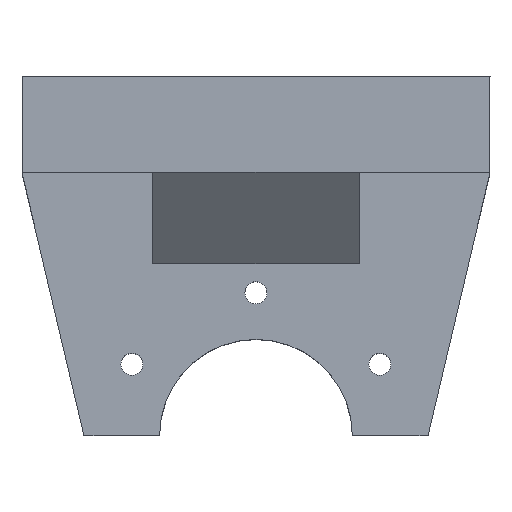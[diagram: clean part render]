
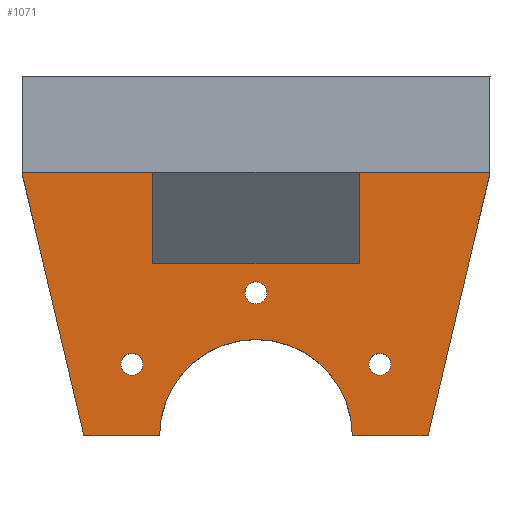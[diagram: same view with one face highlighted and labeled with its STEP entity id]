
A CAD part, top view. The second image highlights one B-rep face of the part: STEP entity #1071.
In plain terms, the highlighted planar face has unit normal (0, 0, 1).
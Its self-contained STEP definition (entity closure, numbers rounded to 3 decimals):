
#21 = EDGE_CURVE ( 'NONE', #123, #1528, #1356, .T. ) ;
#25 = PLANE ( 'NONE',  #1065 ) ;
#46 = EDGE_CURVE ( 'NONE', #1528, #1208, #1471, .T. ) ;
#67 = EDGE_LOOP ( 'NONE', ( #995, #1070 ) ) ;
#72 = CARTESIAN_POINT ( 'NONE',  ( 3.488, 4.391, 10. ) ) ;
#80 = AXIS2_PLACEMENT_3D ( 'NONE', #780, #906, #1518 ) ;
#90 = ORIENTED_EDGE ( 'NONE', *, *, #773, .F. ) ;
#98 = DIRECTION ( 'NONE',  ( -1., 0., 0. ) ) ;
#118 = CARTESIAN_POINT ( 'NONE',  ( 25.005, 0., 10. ) ) ;
#123 = VERTEX_POINT ( 'NONE', #772 ) ;
#129 = CARTESIAN_POINT ( 'NONE',  ( 5.002, 24.1, 10. ) ) ;
#133 = AXIS2_PLACEMENT_3D ( 'NONE', #1434, #813, #98 ) ;
#148 = VECTOR ( 'NONE', #597, 1000. ) ;
#159 = CARTESIAN_POINT ( 'NONE',  ( 12.5, 0., 10. ) ) ;
#171 = LINE ( 'NONE', #1291, #528 ) ;
#201 = DIRECTION ( 'NONE',  ( 0., 0., 1. ) ) ;
#206 = DIRECTION ( 'NONE',  ( 0., 1., 0. ) ) ;
#210 = CIRCLE ( 'NONE', #133, 0.8 ) ;
#213 = ORIENTED_EDGE ( 'NONE', *, *, #403, .F. ) ;
#230 = CARTESIAN_POINT ( 'NONE',  ( 25.005, 0., 10. ) ) ;
#235 = AXIS2_PLACEMENT_3D ( 'NONE', #613, #1345, #740 ) ;
#236 = ORIENTED_EDGE ( 'NONE', *, *, #1279, .F. ) ;
#256 = VERTEX_POINT ( 'NONE', #1099 ) ;
#267 = EDGE_CURVE ( 'NONE', #981, #1244, #1565, .T. ) ;
#298 = CARTESIAN_POINT ( 'NONE',  ( 5.002, 19.1, 10. ) ) ;
#309 = VERTEX_POINT ( 'NONE', #727 ) ;
#331 = VERTEX_POINT ( 'NONE', #1456 ) ;
#334 = VECTOR ( 'NONE', #823, 1000. ) ;
#379 = CIRCLE ( 'NONE', #721, 7. ) ;
#381 = ORIENTED_EDGE ( 'NONE', *, *, #46, .F. ) ;
#403 = EDGE_CURVE ( 'NONE', #792, #256, #983, .T. ) ;
#416 = VERTEX_POINT ( 'NONE', #1314 ) ;
#451 = EDGE_CURVE ( 'NONE', #331, #416, #210, .T. ) ;
#465 = EDGE_CURVE ( 'NONE', #1048, #753, #1541, .T. ) ;
#504 = CIRCLE ( 'NONE', #563, 0.8 ) ;
#510 = CARTESIAN_POINT ( 'NONE',  ( -4.498, 19.1, 10. ) ) ;
#528 = VECTOR ( 'NONE', #921, 1000. ) ;
#538 = ORIENTED_EDGE ( 'NONE', *, *, #1055, .F. ) ;
#563 = AXIS2_PLACEMENT_3D ( 'NONE', #1558, #956, #677 ) ;
#570 = VERTEX_POINT ( 'NONE', #1278 ) ;
#573 = EDGE_LOOP ( 'NONE', ( #835, #955 ) ) ;
#580 = EDGE_CURVE ( 'NONE', #309, #123, #1223, .T. ) ;
#589 = CARTESIAN_POINT ( 'NONE',  ( 21.502, 5.191, 10. ) ) ;
#597 = DIRECTION ( 'NONE',  ( 0., -1., 0. ) ) ;
#599 = VECTOR ( 'NONE', #1058, 1000. ) ;
#601 = VECTOR ( 'NONE', #997, 1000. ) ;
#613 = CARTESIAN_POINT ( 'NONE',  ( 12.495, 10.391, 10. ) ) ;
#644 = CARTESIAN_POINT ( 'NONE',  ( -4.498, 19.1, 10. ) ) ;
#652 = CARTESIAN_POINT ( 'NONE',  ( 20.002, 12.5, 10. ) ) ;
#677 = DIRECTION ( 'NONE',  ( -1., 0., 0. ) ) ;
#691 = FACE_OUTER_BOUND ( 'NONE', #1092, .T. ) ;
#695 = VERTEX_POINT ( 'NONE', #1282 ) ;
#703 = CARTESIAN_POINT ( 'NONE',  ( 19.5, 0., 10. ) ) ;
#707 = DIRECTION ( 'NONE',  ( -1., 0., 0. ) ) ;
#721 = AXIS2_PLACEMENT_3D ( 'NONE', #159, #1003, #883 ) ;
#727 = CARTESIAN_POINT ( 'NONE',  ( 5.5, 0., 10. ) ) ;
#740 = DIRECTION ( 'NONE',  ( -1., 0., 0. ) ) ;
#753 = VERTEX_POINT ( 'NONE', #72 ) ;
#757 = DIRECTION ( 'NONE',  ( 1., 0., 0. ) ) ;
#760 = DIRECTION ( 'NONE',  ( -1., 0., 0. ) ) ;
#772 = CARTESIAN_POINT ( 'NONE',  ( 0., 0., 10. ) ) ;
#773 = EDGE_CURVE ( 'NONE', #981, #570, #1121, .T. ) ;
#780 = CARTESIAN_POINT ( 'NONE',  ( 3.488, 5.191, 10. ) ) ;
#792 = VERTEX_POINT ( 'NONE', #118 ) ;
#811 = ORIENTED_EDGE ( 'NONE', *, *, #1490, .T. ) ;
#813 = DIRECTION ( 'NONE',  ( 0., 0., 1. ) ) ;
#818 = VECTOR ( 'NONE', #828, 1000. ) ;
#823 = DIRECTION ( 'NONE',  ( -1., 0., 0. ) ) ;
#825 = CARTESIAN_POINT ( 'NONE',  ( 13.295, 10.391, 10. ) ) ;
#828 = DIRECTION ( 'NONE',  ( -0.229, -0.973, 0. ) ) ;
#835 = ORIENTED_EDGE ( 'NONE', *, *, #451, .F. ) ;
#851 = VERTEX_POINT ( 'NONE', #825 ) ;
#856 = ORIENTED_EDGE ( 'NONE', *, *, #1361, .F. ) ;
#866 = CARTESIAN_POINT ( 'NONE',  ( 3.488, 5.991, 10. ) ) ;
#876 = ORIENTED_EDGE ( 'NONE', *, *, #21, .F. ) ;
#878 = CARTESIAN_POINT ( 'NONE',  ( 11.695, 10.391, 10. ) ) ;
#882 = EDGE_CURVE ( 'NONE', #416, #331, #1240, .T. ) ;
#883 = DIRECTION ( 'NONE',  ( 0., -1., 0. ) ) ;
#906 = DIRECTION ( 'NONE',  ( 0., 0., 1. ) ) ;
#921 = DIRECTION ( 'NONE',  ( 1., 0., 0. ) ) ;
#927 = CARTESIAN_POINT ( 'NONE',  ( 3.488, 5.191, 10. ) ) ;
#955 = ORIENTED_EDGE ( 'NONE', *, *, #882, .F. ) ;
#956 = DIRECTION ( 'NONE',  ( 0., 0., 1. ) ) ;
#966 = DIRECTION ( 'NONE',  ( 0., 1., 0. ) ) ;
#967 = LINE ( 'NONE', #129, #1505 ) ;
#974 = VECTOR ( 'NONE', #1252, 1000. ) ;
#981 = VERTEX_POINT ( 'NONE', #1340 ) ;
#983 = LINE ( 'NONE', #703, #334 ) ;
#995 = ORIENTED_EDGE ( 'NONE', *, *, #465, .F. ) ;
#997 = DIRECTION ( 'NONE',  ( 1., 0., 0. ) ) ;
#1001 = CARTESIAN_POINT ( 'NONE',  ( -4.498, 19.1, 10. ) ) ;
#1003 = DIRECTION ( 'NONE',  ( 0., 0., 1. ) ) ;
#1006 = FACE_BOUND ( 'NONE', #67, .T. ) ;
#1036 = ORIENTED_EDGE ( 'NONE', *, *, #580, .F. ) ;
#1048 = VERTEX_POINT ( 'NONE', #866 ) ;
#1051 = VERTEX_POINT ( 'NONE', #878 ) ;
#1055 = EDGE_CURVE ( 'NONE', #256, #309, #379, .T. ) ;
#1058 = DIRECTION ( 'NONE',  ( 1., 0., 0. ) ) ;
#1065 = AXIS2_PLACEMENT_3D ( 'NONE', #1243, #1372, #757 ) ;
#1070 = ORIENTED_EDGE ( 'NONE', *, *, #1140, .F. ) ;
#1071 = ADVANCED_FACE ( 'NONE', ( #1196, #1080, #1006, #691 ), #25, .T. ) ;
#1078 = LINE ( 'NONE', #230, #818 ) ;
#1080 = FACE_BOUND ( 'NONE', #1358, .T. ) ;
#1092 = EDGE_LOOP ( 'NONE', ( #90, #1420, #856, #811, #381, #876, #1036, #538, #213, #1365 ) ) ;
#1099 = CARTESIAN_POINT ( 'NONE',  ( 19.5, 0., 10. ) ) ;
#1112 = CARTESIAN_POINT ( 'NONE',  ( 20.002, 24.1, 10. ) ) ;
#1121 = LINE ( 'NONE', #1310, #599 ) ;
#1140 = EDGE_CURVE ( 'NONE', #753, #1048, #1523, .T. ) ;
#1196 = FACE_BOUND ( 'NONE', #573, .T. ) ;
#1208 = VERTEX_POINT ( 'NONE', #298 ) ;
#1220 = EDGE_CURVE ( 'NONE', #570, #792, #1078, .T. ) ;
#1223 = LINE ( 'NONE', #1500, #1350 ) ;
#1240 = CIRCLE ( 'NONE', #1287, 0.8 ) ;
#1243 = CARTESIAN_POINT ( 'NONE',  ( 29.502, 24.1, 10. ) ) ;
#1244 = VERTEX_POINT ( 'NONE', #652 ) ;
#1252 = DIRECTION ( 'NONE',  ( -0.229, 0.973, 0. ) ) ;
#1265 = ORIENTED_EDGE ( 'NONE', *, *, #1336, .F. ) ;
#1278 = CARTESIAN_POINT ( 'NONE',  ( 29.502, 19.1, 10. ) ) ;
#1279 = EDGE_CURVE ( 'NONE', #851, #1051, #504, .T. ) ;
#1282 = CARTESIAN_POINT ( 'NONE',  ( 5.002, 12.5, 10. ) ) ;
#1287 = AXIS2_PLACEMENT_3D ( 'NONE', #589, #1450, #707 ) ;
#1291 = CARTESIAN_POINT ( 'NONE',  ( 20.002, 12.5, 10. ) ) ;
#1310 = CARTESIAN_POINT ( 'NONE',  ( -4.498, 19.1, 10. ) ) ;
#1314 = CARTESIAN_POINT ( 'NONE',  ( 22.302, 5.191, 10. ) ) ;
#1336 = EDGE_CURVE ( 'NONE', #1051, #851, #1553, .T. ) ;
#1340 = CARTESIAN_POINT ( 'NONE',  ( 20.002, 19.1, 10. ) ) ;
#1345 = DIRECTION ( 'NONE',  ( 0., 0., 1. ) ) ;
#1350 = VECTOR ( 'NONE', #760, 1000. ) ;
#1356 = LINE ( 'NONE', #510, #974 ) ;
#1358 = EDGE_LOOP ( 'NONE', ( #1265, #236 ) ) ;
#1361 = EDGE_CURVE ( 'NONE', #695, #1244, #171, .T. ) ;
#1365 = ORIENTED_EDGE ( 'NONE', *, *, #1220, .F. ) ;
#1372 = DIRECTION ( 'NONE',  ( 0., 0., 1. ) ) ;
#1420 = ORIENTED_EDGE ( 'NONE', *, *, #267, .T. ) ;
#1434 = CARTESIAN_POINT ( 'NONE',  ( 21.502, 5.191, 10. ) ) ;
#1450 = DIRECTION ( 'NONE',  ( 0., 0., 1. ) ) ;
#1456 = CARTESIAN_POINT ( 'NONE',  ( 20.702, 5.191, 10. ) ) ;
#1471 = LINE ( 'NONE', #644, #601 ) ;
#1490 = EDGE_CURVE ( 'NONE', #695, #1208, #967, .T. ) ;
#1500 = CARTESIAN_POINT ( 'NONE',  ( -2.75, 0., 10. ) ) ;
#1501 = AXIS2_PLACEMENT_3D ( 'NONE', #927, #201, #206 ) ;
#1505 = VECTOR ( 'NONE', #966, 1000. ) ;
#1518 = DIRECTION ( 'NONE',  ( 0., 1., 0. ) ) ;
#1523 = CIRCLE ( 'NONE', #80, 0.8 ) ;
#1528 = VERTEX_POINT ( 'NONE', #1001 ) ;
#1541 = CIRCLE ( 'NONE', #1501, 0.8 ) ;
#1553 = CIRCLE ( 'NONE', #235, 0.8 ) ;
#1558 = CARTESIAN_POINT ( 'NONE',  ( 12.495, 10.391, 10. ) ) ;
#1565 = LINE ( 'NONE', #1112, #148 ) ;
